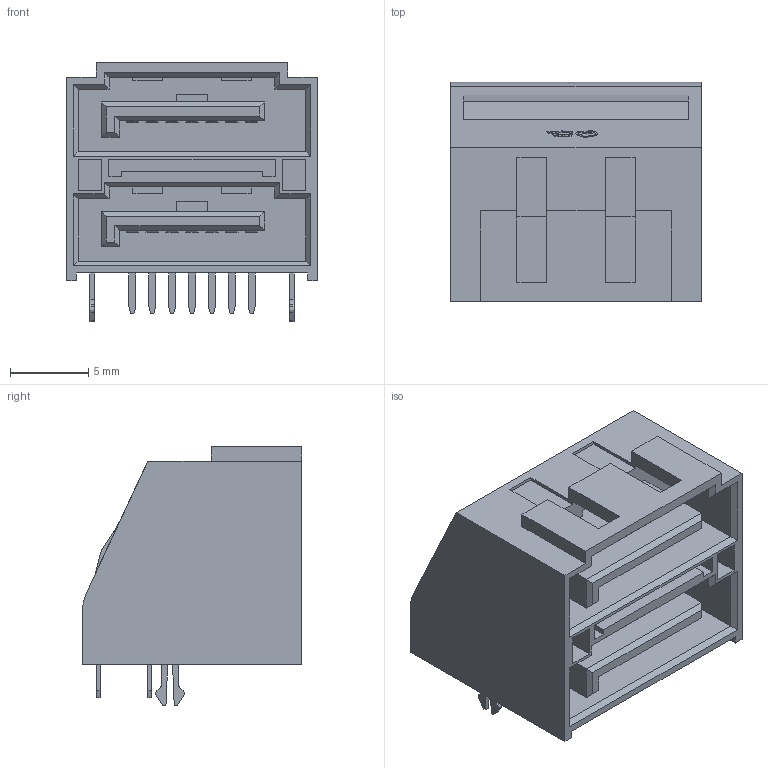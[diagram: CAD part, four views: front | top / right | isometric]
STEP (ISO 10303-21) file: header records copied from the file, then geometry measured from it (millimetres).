
FILE_DESCRIPTION (( 'STEP AP214' ), '1' );
FILE_NAME ('錨璃8.STEP', '2024-10-08T03:48:26', ( '' ), ( '' ), 'SwSTEP 2.0', 'SolidWorks 2021', '' );
FILE_SCHEMA (( 'AUTOMOTIVE_DESIGN' ));
Length unit declared in the file: millimetre
Products named in the file (1): 錨璃8
Bounding box: 16 x 14 x 16.55 mm (x, y, z)
Volume: 1879.2 mm3; surface area: 2241.9 mm2
Topology: 1 solids, 1 shells, 590 faces, 1591 edges, 1042 vertices
Faces by surface type: plane 476, bspline 98, cylinder 16
Entity records: 25192 total; most frequent: CARTESIAN_POINT 4530, ORIENTED_EDGE 3182, DIRECTION 2409, EDGE_CURVE 1591, LINE 1359, VECTOR 1359, VERTEX_POINT 1042, EDGE_LOOP 633
